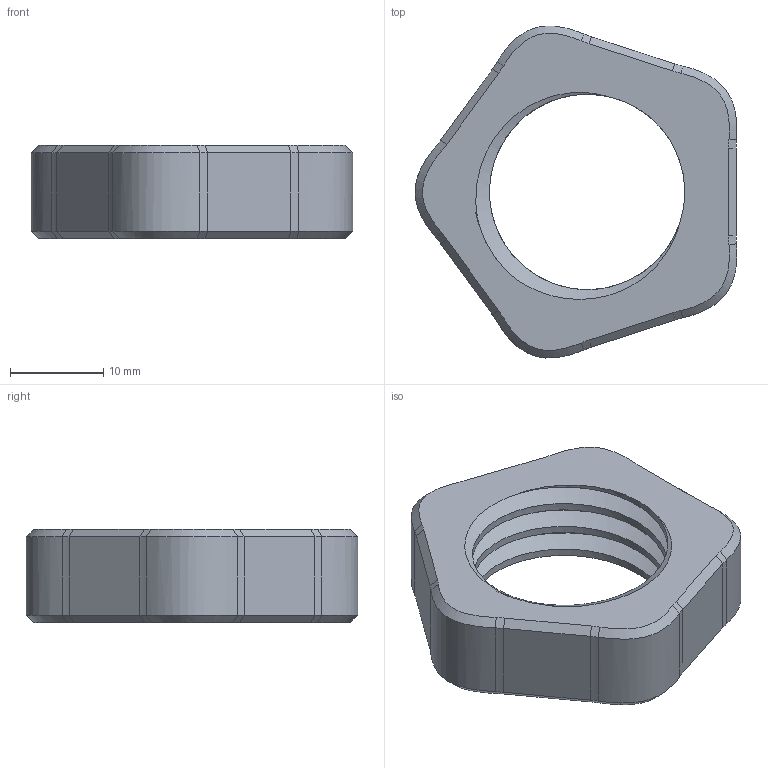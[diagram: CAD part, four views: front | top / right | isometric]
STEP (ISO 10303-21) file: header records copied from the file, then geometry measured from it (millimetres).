
FILE_DESCRIPTION(/* description */ (''),/* implementation_level */ '2;1');
FILE_NAME(/* name */ 'OSSM - 24mm Nut - 5 Sided_step.stp',/* time_stamp */ '2025-03-30T00:18:02-04:00',/* author */ (''),/* organization */ (''),/* preprocessor_version */ 'ST-DEVELOPER v20.1',/* originating_system */ 'Autodesk Translation Framework v14.4.0.0',/* authorisation */ '');
FILE_SCHEMA (('AUTOMOTIVE_DESIGN { 1 0 10303 214 3 1 1 }'));
Length unit declared in the file: millimetre
Products named in the file (1): Multipurpose End Effector Tensioner 24mm Long
Bounding box: 34.57 x 35.67 x 10 mm (x, y, z)
Volume: 5165.1 mm3; surface area: 3213.2 mm2
Topology: 1 solids, 1 shells, 72 faces, 180 edges, 110 vertices
Faces by surface type: cone 20, cylinder 18, plane 17, bspline 17
Full cylindrical faces by diameter (mm): 21.002 x2, 24.349 x2
Entity records: 5732 total; most frequent: CARTESIAN_POINT 4094, ORIENTED_EDGE 360, DIRECTION 286, EDGE_CURVE 180, VERTEX_POINT 110, AXIS2_PLACEMENT_3D 100, LINE 86, VECTOR 86
